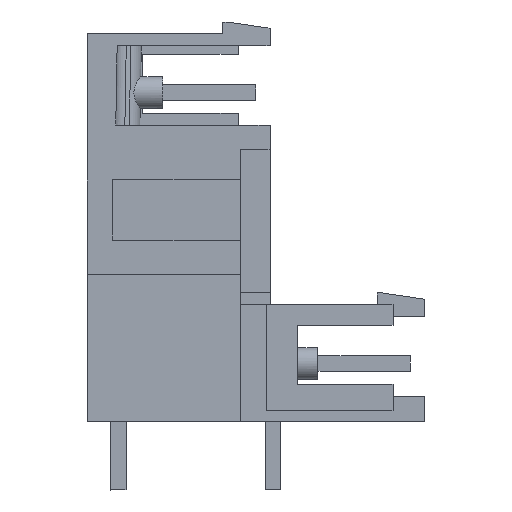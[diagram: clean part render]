
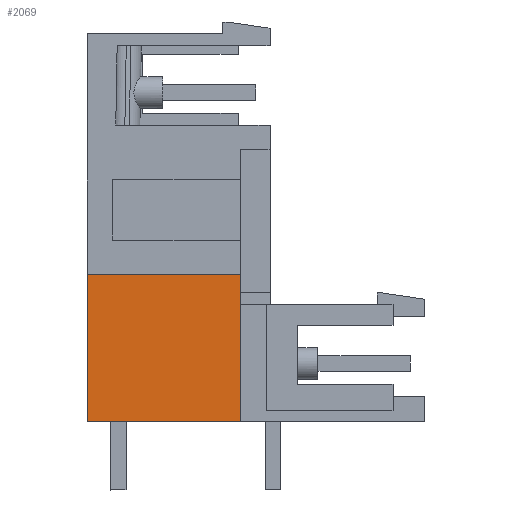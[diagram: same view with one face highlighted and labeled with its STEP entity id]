
A CAD part, left-side view. The second image highlights one B-rep face of the part: STEP entity #2069.
In plain terms, the highlighted planar face has unit normal (-1, 0, 0).
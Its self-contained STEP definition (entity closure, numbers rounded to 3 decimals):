
#2049=AXIS2_PLACEMENT_3D('Plane Axis2P3D',#2046,#2047,#2048) ;
#1003=CARTESIAN_POINT('Vertex',(1.54,12.1,4.5)) ;
#1006=CARTESIAN_POINT('Line Origine',(1.54,17.13,4.5)) ;
#1010=CARTESIAN_POINT('Vertex',(1.54,22.16,4.5)) ;
#2025=CARTESIAN_POINT('Line Origine',(1.54,22.16,9.325)) ;
#2029=CARTESIAN_POINT('Vertex',(1.54,22.16,14.15)) ;
#2046=CARTESIAN_POINT('Axis2P3D Location',(1.54,12.1,4.5)) ;
#2051=CARTESIAN_POINT('Line Origine',(1.54,12.1,9.325)) ;
#2055=CARTESIAN_POINT('Vertex',(1.54,12.1,14.15)) ;
#2058=CARTESIAN_POINT('Line Origine',(1.54,17.13,14.15)) ;
#1007=DIRECTION('Vector Direction',(0.,1.,0.)) ;
#2026=DIRECTION('Vector Direction',(0.,0.,1.)) ;
#2047=DIRECTION('Axis2P3D Direction',(-1.,0.,0.)) ;
#2048=DIRECTION('Axis2P3D XDirection',(0.,0.,1.)) ;
#2052=DIRECTION('Vector Direction',(0.,0.,1.)) ;
#2059=DIRECTION('Vector Direction',(0.,1.,0.)) ;
#1008=VECTOR('Line Direction',#1007,1.) ;
#2027=VECTOR('Line Direction',#2026,1.) ;
#2053=VECTOR('Line Direction',#2052,1.) ;
#2060=VECTOR('Line Direction',#2059,1.) ;
#2064=ORIENTED_EDGE('',*,*,#1012,.F.) ;
#2065=ORIENTED_EDGE('',*,*,#2057,.T.) ;
#2066=ORIENTED_EDGE('',*,*,#2062,.T.) ;
#2067=ORIENTED_EDGE('',*,*,#2031,.F.) ;
#2069=ADVANCED_FACE('HOUSING',(#2068),#2050,.T.) ;
#1012=EDGE_CURVE('',#1004,#1011,#1009,.T.) ;
#2031=EDGE_CURVE('',#1011,#2030,#2028,.T.) ;
#2057=EDGE_CURVE('',#1004,#2056,#2054,.T.) ;
#2062=EDGE_CURVE('',#2056,#2030,#2061,.T.) ;
#2063=EDGE_LOOP('',(#2064,#2065,#2066,#2067)) ;
#2068=FACE_OUTER_BOUND('',#2063,.T.) ;
#1009=LINE('Line',#1006,#1008) ;
#2028=LINE('Line',#2025,#2027) ;
#2054=LINE('Line',#2051,#2053) ;
#2061=LINE('Line',#2058,#2060) ;
#2050=PLANE('',#2049) ;
#1004=VERTEX_POINT('',#1003) ;
#1011=VERTEX_POINT('',#1010) ;
#2030=VERTEX_POINT('',#2029) ;
#2056=VERTEX_POINT('',#2055) ;
